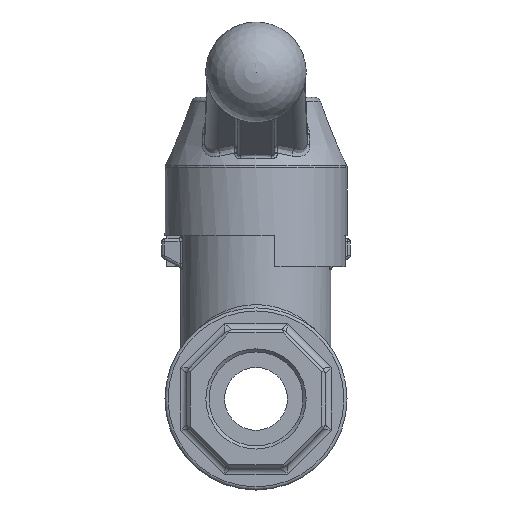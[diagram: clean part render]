
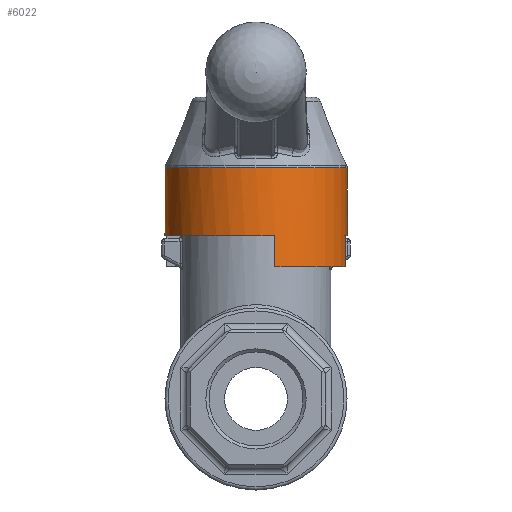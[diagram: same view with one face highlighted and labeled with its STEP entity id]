
A CAD part, front view. The second image highlights one B-rep face of the part: STEP entity #6022.
In plain terms, the highlighted cylindrical face has radius 14.5 mm (diameter 29 mm), a full revolution.
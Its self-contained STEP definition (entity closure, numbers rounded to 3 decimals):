
#504=LINE('',#9663,#868);
#505=LINE('',#9665,#869);
#506=LINE('',#9669,#870);
#507=LINE('',#9670,#871);
#868=VECTOR('',#7389,1000.);
#869=VECTOR('',#7390,1000.);
#870=VECTOR('',#7393,1000.);
#871=VECTOR('',#7394,1000.);
#1053=CYLINDRICAL_SURFACE('',#6429,14.5);
#1184=CIRCLE('',#6425,14.5);
#1185=CIRCLE('',#6427,14.5);
#1187=CIRCLE('',#6430,14.5);
#1188=CIRCLE('',#6431,14.5);
#1189=CIRCLE('',#6432,14.5);
#2101=ORIENTED_EDGE('',*,*,#3072,.T.);
#2102=ORIENTED_EDGE('',*,*,#3073,.T.);
#2103=ORIENTED_EDGE('',*,*,#3067,.F.);
#2104=ORIENTED_EDGE('',*,*,#3074,.F.);
#2105=ORIENTED_EDGE('',*,*,#3075,.F.);
#2106=ORIENTED_EDGE('',*,*,#3076,.T.);
#2107=ORIENTED_EDGE('',*,*,#3069,.F.);
#2108=ORIENTED_EDGE('',*,*,#3077,.F.);
#2109=ORIENTED_EDGE('',*,*,#3078,.T.);
#3067=EDGE_CURVE('',#3594,#3591,#1184,.T.);
#3069=EDGE_CURVE('',#3596,#3597,#1185,.T.);
#3072=EDGE_CURVE('',#3599,#3599,#1187,.F.);
#3073=EDGE_CURVE('',#3600,#3591,#504,.T.);
#3074=EDGE_CURVE('',#3601,#3594,#505,.T.);
#3075=EDGE_CURVE('',#3602,#3601,#1188,.T.);
#3076=EDGE_CURVE('',#3602,#3597,#506,.T.);
#3077=EDGE_CURVE('',#3603,#3596,#507,.T.);
#3078=EDGE_CURVE('',#3603,#3600,#1189,.T.);
#3591=VERTEX_POINT('',#9644);
#3594=VERTEX_POINT('',#9649);
#3596=VERTEX_POINT('',#9654);
#3597=VERTEX_POINT('',#9656);
#3599=VERTEX_POINT('',#9662);
#3600=VERTEX_POINT('',#9664);
#3601=VERTEX_POINT('',#9666);
#3602=VERTEX_POINT('',#9668);
#3603=VERTEX_POINT('',#9671);
#4077=EDGE_LOOP('',(#2101));
#4078=EDGE_LOOP('',(#2102,#2103,#2104,#2105,#2106,#2107,#2108,#2109));
#4421=FACE_BOUND('',#4077,.T.);
#4422=FACE_BOUND('',#4078,.T.);
#6022=ADVANCED_FACE('',(#4421,#4422),#1053,.T.);
#6425=AXIS2_PLACEMENT_3D('',#9650,#7375,#7376);
#6427=AXIS2_PLACEMENT_3D('',#9655,#7380,#7381);
#6429=AXIS2_PLACEMENT_3D('',#9660,#7385,#7386);
#6430=AXIS2_PLACEMENT_3D('',#9661,#7387,#7388);
#6431=AXIS2_PLACEMENT_3D('',#9667,#7391,#7392);
#6432=AXIS2_PLACEMENT_3D('',#9672,#7395,#7396);
#7375=DIRECTION('',(0.,0.,-1.));
#7376=DIRECTION('',(-1.,0.,0.));
#7380=DIRECTION('',(0.,0.,-1.));
#7381=DIRECTION('',(-1.,0.,0.));
#7385=DIRECTION('',(0.,0.,-1.));
#7386=DIRECTION('',(-1.,0.,0.));
#7387=DIRECTION('',(0.,0.,1.));
#7388=DIRECTION('',(1.,0.,0.));
#7389=DIRECTION('',(0.,0.,-1.));
#7390=DIRECTION('',(0.,0.,-1.));
#7391=DIRECTION('',(0.,0.,-1.));
#7392=DIRECTION('',(-1.,0.,0.));
#7393=DIRECTION('',(0.,0.,-1.));
#7394=DIRECTION('',(0.,0.,-1.));
#7395=DIRECTION('',(0.,0.,1.));
#7396=DIRECTION('',(1.,0.,0.));
#9644=CARTESIAN_POINT('',(-14.186,3.,0.));
#9649=CARTESIAN_POINT('',(-3.,-14.186,0.));
#9650=CARTESIAN_POINT('',(0.,0.,0.));
#9654=CARTESIAN_POINT('',(3.,14.186,0.));
#9655=CARTESIAN_POINT('',(0.,0.,0.));
#9656=CARTESIAN_POINT('',(14.186,3.,0.));
#9660=CARTESIAN_POINT('',(0.,0.,54.));
#9661=CARTESIAN_POINT('',(0.,0.,15.803));
#9662=CARTESIAN_POINT('',(14.5,0.,15.803));
#9663=CARTESIAN_POINT('',(-14.186,3.,5.));
#9664=CARTESIAN_POINT('',(-14.186,3.,5.));
#9665=CARTESIAN_POINT('',(-3.,-14.186,5.));
#9666=CARTESIAN_POINT('',(-3.,-14.186,5.));
#9667=CARTESIAN_POINT('',(0.,0.,5.));
#9668=CARTESIAN_POINT('',(14.186,3.,5.));
#9669=CARTESIAN_POINT('',(14.186,3.,5.));
#9670=CARTESIAN_POINT('',(3.,14.186,5.));
#9671=CARTESIAN_POINT('',(3.,14.186,5.));
#9672=CARTESIAN_POINT('',(0.,0.,5.));
